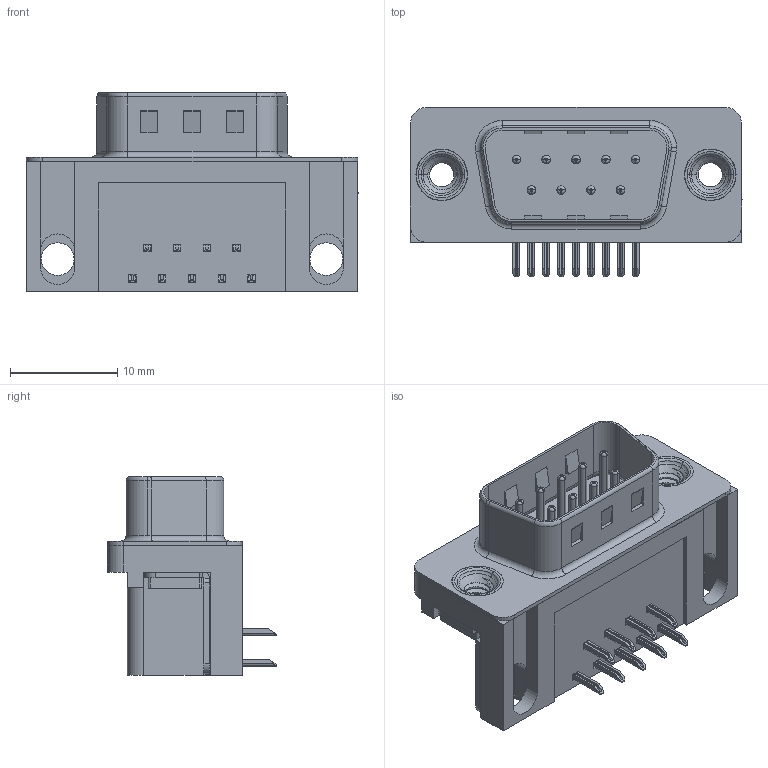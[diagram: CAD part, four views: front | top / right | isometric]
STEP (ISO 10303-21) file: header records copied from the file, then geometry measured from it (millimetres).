
FILE_DESCRIPTION (( 'STEP AP203' ), '1' );
FILE_NAME ('MHDR-09MNS-C1.STEP', '2025-11-26T16:49:46', ( '' ), ( '' ), 'SwSTEP 2.0', 'SolidWorks 2023', '' );
FILE_SCHEMA (( 'CONFIG_CONTROL_DESIGN' ));
Length unit declared in the file: millimetre
Products named in the file (7): MHDR Thru Hole Board Mount; MHDR-09MNS-C1; MHDR Shell_9 Socket; MHDR Contact Top; MHDR 4-40 Threaded Rivet; MHDR Contact Bottom; MHDR Housing_9 Socket
Assembly tree (15 placements, depth 2):
  MHDR-09MNS-C1
    MHDR Housing_9 Socket
    MHDR Shell_9 Socket
    MHDR Contact Bottom  x4
    MHDR Contact Top  x5
    MHDR Thru Hole Board Mount  x2
    MHDR 4-40 Threaded Rivet  x2
Bounding box: 30.89 x 15.73 x 18.5 mm (x, y, z)
Volume: 3267.2 mm3; surface area: 4428.7 mm2
Topology: 15 solids, 15 shells, 989 faces, 2475 edges, 1541 vertices
Faces by surface type: plane 571, cylinder 315, torus 85, cone 12, bspline 6
Entity records: 16254 total; most frequent: CARTESIAN_POINT 4139, DIRECTION 2386, ORIENTED_EDGE 2282, EDGE_CURVE 1141, AXIS2_PLACEMENT_3D 822, VECTOR 742, LINE 742, VERTEX_POINT 725
